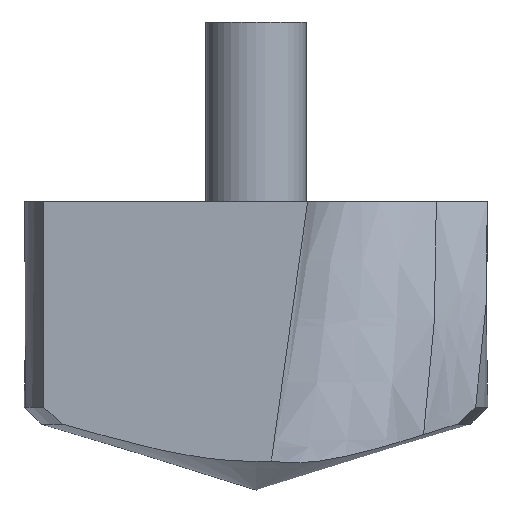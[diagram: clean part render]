
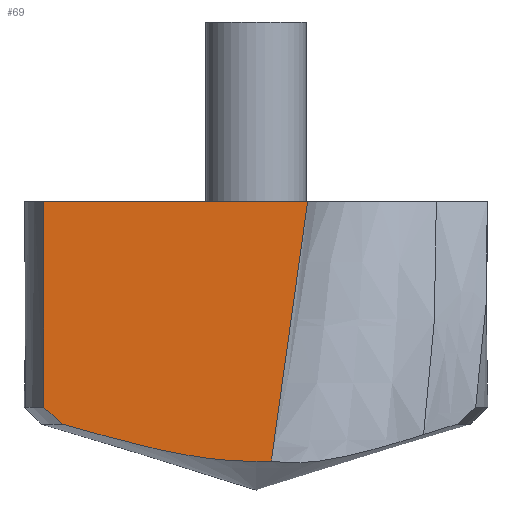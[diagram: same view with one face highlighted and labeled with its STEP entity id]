
A CAD part, front view. The second image highlights one B-rep face of the part: STEP entity #69.
In plain terms, the highlighted planar face has unit normal (0, -1, 0).
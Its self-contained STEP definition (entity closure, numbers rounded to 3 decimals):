
#51=FACE_OUTER_BOUND('',#105,.T.);
#69=ADVANCED_FACE('',(#51),#73,.T.);
#73=PLANE('',#295);
#78=LINE('',#387,#82);
#80=LINE('',#1074,#84);
#82=VECTOR('',#310,1.);
#84=VECTOR('',#328,1.);
#105=EDGE_LOOP('',(#161,#162,#163,#164,#165));
#161=ORIENTED_EDGE('',*,*,#199,.T.);
#162=ORIENTED_EDGE('',*,*,#218,.T.);
#163=ORIENTED_EDGE('',*,*,#221,.T.);
#164=ORIENTED_EDGE('',*,*,#207,.T.);
#165=ORIENTED_EDGE('',*,*,#223,.T.);
#176=VERTEX_POINT('',#386);
#177=VERTEX_POINT('',#388);
#185=VERTEX_POINT('',#426);
#186=VERTEX_POINT('',#431);
#191=VERTEX_POINT('',#1075);
#199=EDGE_CURVE('',#177,#176,#78,.T.);
#207=EDGE_CURVE('',#186,#185,#262,.T.);
#218=EDGE_CURVE('',#176,#191,#80,.T.);
#221=EDGE_CURVE('',#191,#186,#271,.T.);
#223=EDGE_CURVE('',#185,#177,#273,.T.);
#262=B_SPLINE_CURVE_WITH_KNOTS('',3,(#427,#428,#429,#430),.UNSPECIFIED.,
 .F.,.F.,(4,4),(0.,1.),.UNSPECIFIED.);
#271=B_SPLINE_CURVE_WITH_KNOTS('',3,(#1083,#1084,#1085,#1086),
 .UNSPECIFIED.,.F.,.F.,(4,4),(0.,1.),.UNSPECIFIED.);
#273=B_SPLINE_CURVE_WITH_KNOTS('',3,(#1092,#1093,#1094,#1095),
 .UNSPECIFIED.,.F.,.F.,(4,4),(0.,1.),.UNSPECIFIED.);
#295=AXIS2_PLACEMENT_3D('',#2236,#341,#342);
#310=DIRECTION('',(-1.,0.,0.));
#328=DIRECTION('',(0.,0.,-1.));
#341=DIRECTION('',(0.,-1.,0.));
#342=DIRECTION('',(0.,0.,-1.));
#386=CARTESIAN_POINT('',(-5.08,-2.235,0.));
#387=CARTESIAN_POINT('',(1.2,-2.235,0.));
#388=CARTESIAN_POINT('',(1.236,-2.235,0.));
#426=CARTESIAN_POINT('',(0.367,-2.235,-6.206));
#427=CARTESIAN_POINT('',(-4.634,-2.235,-5.324));
#428=CARTESIAN_POINT('',(-2.993,-2.235,-5.777));
#429=CARTESIAN_POINT('',(-1.36,-2.235,-6.292));
#430=CARTESIAN_POINT('',(0.367,-2.235,-6.206));
#431=CARTESIAN_POINT('',(-4.634,-2.235,-5.324));
#1074=CARTESIAN_POINT('',(-5.08,-2.235,0.));
#1075=CARTESIAN_POINT('',(-5.08,-2.235,-4.918));
#1083=CARTESIAN_POINT('',(-5.08,-2.235,-4.918));
#1084=CARTESIAN_POINT('',(-4.932,-2.235,-5.054));
#1085=CARTESIAN_POINT('',(-4.783,-2.235,-5.189));
#1086=CARTESIAN_POINT('',(-4.634,-2.235,-5.324));
#1092=CARTESIAN_POINT('',(0.367,-2.235,-6.206));
#1093=CARTESIAN_POINT('',(0.66,-2.235,-4.138));
#1094=CARTESIAN_POINT('',(0.923,-2.235,-2.065));
#1095=CARTESIAN_POINT('',(1.236,-2.235,0.));
#2236=CARTESIAN_POINT('',(0.,-2.235,0.));
